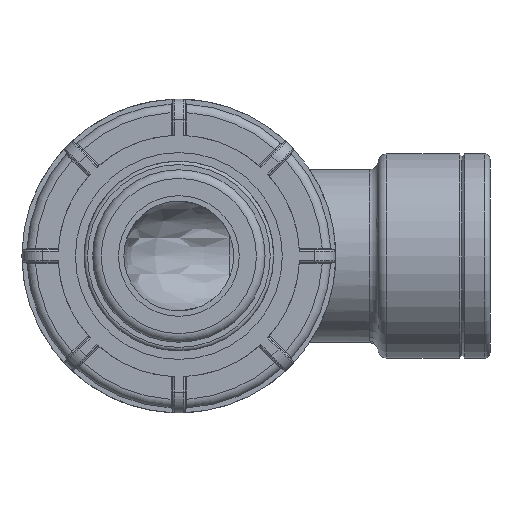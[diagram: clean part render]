
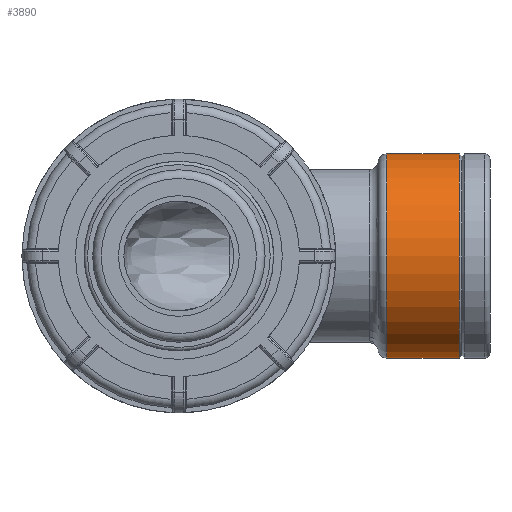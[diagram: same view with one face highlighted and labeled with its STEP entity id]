
A CAD part, left-side view. The second image highlights one B-rep face of the part: STEP entity #3890.
In plain terms, the highlighted cylindrical face has radius 19.689 mm (diameter 39.378 mm), a full revolution.
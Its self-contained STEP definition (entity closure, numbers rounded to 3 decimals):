
#62=FACE_BOUND('',#1128,.T.);
#679=CYLINDRICAL_SURFACE('',#4297,19.689);
#879=FACE_OUTER_BOUND('',#1127,.T.);
#1127=EDGE_LOOP('',(#3476));
#1128=EDGE_LOOP('',(#3477));
#1530=CIRCLE('',#4296,19.689);
#1531=CIRCLE('',#4298,19.689);
#1918=VERTEX_POINT('',#8059);
#1919=VERTEX_POINT('',#8062);
#2474=EDGE_CURVE('',#1918,#1918,#1530,.T.);
#2475=EDGE_CURVE('',#1919,#1919,#1531,.T.);
#3476=ORIENTED_EDGE('',*,*,#2475,.F.);
#3477=ORIENTED_EDGE('',*,*,#2474,.F.);
#3890=ADVANCED_FACE('',(#879,#62),#679,.T.);
#4296=AXIS2_PLACEMENT_3D('',#8060,#5296,#5297);
#4297=AXIS2_PLACEMENT_3D('',#8061,#5298,#5299);
#4298=AXIS2_PLACEMENT_3D('',#8063,#5300,#5301);
#5296=DIRECTION('center_axis',(0.,1.,0.));
#5297=DIRECTION('ref_axis',(-1.,0.,0.));
#5298=DIRECTION('center_axis',(0.,-1.,0.));
#5299=DIRECTION('ref_axis',(1.,0.,0.));
#5300=DIRECTION('center_axis',(0.,-1.,0.));
#5301=DIRECTION('ref_axis',(1.,0.,0.));
#8059=CARTESIAN_POINT('',(19.689,-40.062,0.));
#8060=CARTESIAN_POINT('Origin',(0.,-40.062,0.));
#8061=CARTESIAN_POINT('Origin',(0.,-46.25,0.));
#8062=CARTESIAN_POINT('',(19.689,-54.1,0.));
#8063=CARTESIAN_POINT('Origin',(0.,-54.1,0.));
